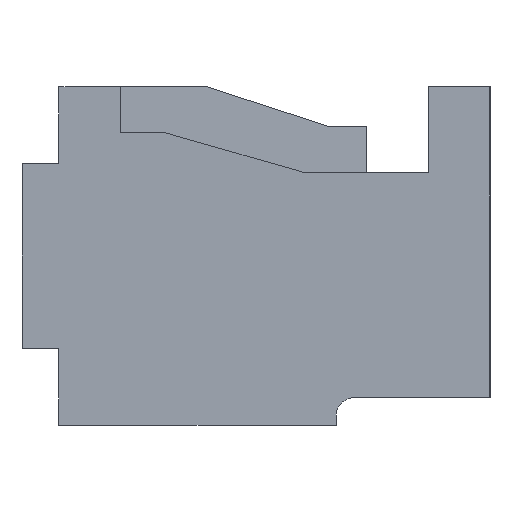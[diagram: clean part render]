
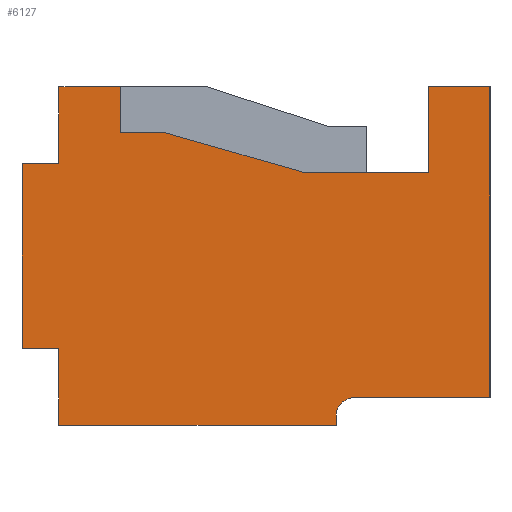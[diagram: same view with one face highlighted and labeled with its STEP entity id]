
A CAD part, left-side view. The second image highlights one B-rep face of the part: STEP entity #6127.
In plain terms, the highlighted planar face has unit normal (-1, 0, 0).
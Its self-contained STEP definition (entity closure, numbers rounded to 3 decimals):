
#13=DIRECTION('',(0.,-1.,0.));
#14=VECTOR('',#13,2.25);
#15=CARTESIAN_POINT('',(-7.2,1.6,-1.375));
#16=LINE('',#15,#14);
#17=DIRECTION('',(0.,0.,1.));
#18=VECTOR('',#17,0.075);
#19=CARTESIAN_POINT('',(-7.2,-0.65,-1.375));
#20=LINE('',#19,#18);
#21=DIRECTION('',(0.,0.,1.));
#22=VECTOR('',#21,0.625);
#23=CARTESIAN_POINT('',(-7.2,1.6,-1.375));
#24=LINE('',#23,#22);
#25=DIRECTION('',(0.,-1.,0.));
#26=VECTOR('',#25,0.3);
#27=CARTESIAN_POINT('',(-7.2,1.9,-0.75));
#28=LINE('',#27,#26);
#29=DIRECTION('',(0.,0.,1.));
#30=VECTOR('',#29,1.5);
#31=CARTESIAN_POINT('',(-7.2,1.9,-0.75));
#32=LINE('',#31,#30);
#33=DIRECTION('',(0.,-1.,0.));
#34=VECTOR('',#33,0.3);
#35=CARTESIAN_POINT('',(-7.2,1.9,0.75));
#36=LINE('',#35,#34);
#37=DIRECTION('',(0.,0.,-1.));
#38=VECTOR('',#37,0.625);
#39=CARTESIAN_POINT('',(-7.2,1.6,1.375));
#40=LINE('',#39,#38);
#41=DIRECTION('',(0.,0.,-1.));
#42=VECTOR('',#41,0.375);
#43=CARTESIAN_POINT('',(-7.2,1.1,1.375));
#44=LINE('',#43,#42);
#45=DIRECTION('',(0.,1.,0.));
#46=VECTOR('',#45,0.367);
#47=CARTESIAN_POINT('',(-7.2,0.733,1.));
#48=LINE('',#47,#46);
#49=DIRECTION('',(0.,0.961,0.276));
#50=VECTOR('',#49,1.179);
#51=CARTESIAN_POINT('',(-7.2,-0.4,0.675));
#52=LINE('',#51,#50);
#53=DIRECTION('',(0.,1.,0.));
#54=VECTOR('',#53,1.);
#55=CARTESIAN_POINT('',(-7.2,-1.4,0.675));
#56=LINE('',#55,#54);
#57=DIRECTION('',(0.,0.,-1.));
#58=VECTOR('',#57,0.7);
#59=CARTESIAN_POINT('',(-7.2,-1.4,1.375));
#60=LINE('',#59,#58);
#61=DIRECTION('',(0.,1.,0.));
#62=VECTOR('',#61,1.1);
#63=CARTESIAN_POINT('',(-7.2,-1.9,-1.15));
#64=LINE('',#63,#62);
#65=CARTESIAN_POINT('',(-7.2,-0.8,-1.3));
#66=DIRECTION('',(1.,0.,0.));
#67=DIRECTION('',(0.,1.,0.));
#68=AXIS2_PLACEMENT_3D('',#65,#66,#67);
#1141=DIRECTION('',(0.,0.,1.));
#1142=VECTOR('',#1141,2.525);
#1143=CARTESIAN_POINT('',(-7.2,-1.9,-1.15));
#1144=LINE('',#1143,#1142);
#1225=DIRECTION('',(0.,-1.,0.));
#1226=VECTOR('',#1225,0.5);
#1227=CARTESIAN_POINT('',(-7.2,1.6,1.375));
#1228=LINE('',#1227,#1226);
#1453=DIRECTION('',(0.,-1.,0.));
#1454=VECTOR('',#1453,0.5);
#1455=CARTESIAN_POINT('',(-7.2,-1.4,1.375));
#1456=LINE('',#1455,#1454);
#4561=CARTESIAN_POINT('',(-7.2,-1.9,1.375));
#4563=VERTEX_POINT('',#4561);
#4565=CARTESIAN_POINT('',(-7.2,1.6,-1.375));
#4567=VERTEX_POINT('',#4565);
#4569=CARTESIAN_POINT('',(-7.2,1.6,1.375));
#4571=VERTEX_POINT('',#4569);
#4573=CARTESIAN_POINT('',(-7.2,1.6,0.75));
#4574=VERTEX_POINT('',#4573);
#4575=CARTESIAN_POINT('',(-7.2,1.9,0.75));
#4576=VERTEX_POINT('',#4575);
#4577=CARTESIAN_POINT('',(-7.2,1.9,-0.75));
#4578=CARTESIAN_POINT('',(-7.2,1.6,-0.75));
#4579=VERTEX_POINT('',#4577);
#4580=VERTEX_POINT('',#4578);
#4659=CARTESIAN_POINT('',(-7.2,-1.4,1.375));
#4660=CARTESIAN_POINT('',(-7.2,-1.4,0.675));
#4661=VERTEX_POINT('',#4659);
#4662=VERTEX_POINT('',#4660);
#4663=CARTESIAN_POINT('',(-7.2,-0.4,0.675));
#4664=VERTEX_POINT('',#4663);
#4665=CARTESIAN_POINT('',(-7.2,0.733,1.));
#4666=VERTEX_POINT('',#4665);
#4667=CARTESIAN_POINT('',(-7.2,1.1,1.));
#4668=VERTEX_POINT('',#4667);
#4669=CARTESIAN_POINT('',(-7.2,1.1,1.375));
#4670=VERTEX_POINT('',#4669);
#5789=CARTESIAN_POINT('',(-7.2,-0.65,-1.375));
#5791=VERTEX_POINT('',#5789);
#5793=CARTESIAN_POINT('',(-7.2,-0.65,-1.3));
#5794=VERTEX_POINT('',#5793);
#5795=CARTESIAN_POINT('',(-7.2,-0.8,-1.15));
#5796=VERTEX_POINT('',#5795);
#5797=CARTESIAN_POINT('',(-7.2,-1.9,-1.15));
#5798=VERTEX_POINT('',#5797);
#6088=CARTESIAN_POINT('',(-7.2,1.9,-1.375));
#6089=DIRECTION('',(-1.,0.,0.));
#6090=DIRECTION('',(0.,-1.,0.));
#6091=AXIS2_PLACEMENT_3D('',#6088,#6089,#6090);
#6092=PLANE('',#6091);
#6093=ORIENTED_EDGE('',*,*,#6079,.F.);
#6094=ORIENTED_EDGE('',*,*,#6068,.F.);
#6096=ORIENTED_EDGE('',*,*,#6095,.T.);
#6098=ORIENTED_EDGE('',*,*,#6097,.F.);
#6100=ORIENTED_EDGE('',*,*,#6099,.T.);
#6102=ORIENTED_EDGE('',*,*,#6101,.T.);
#6104=ORIENTED_EDGE('',*,*,#6103,.F.);
#6106=ORIENTED_EDGE('',*,*,#6105,.T.);
#6108=ORIENTED_EDGE('',*,*,#6107,.T.);
#6110=ORIENTED_EDGE('',*,*,#6109,.F.);
#6112=ORIENTED_EDGE('',*,*,#6111,.F.);
#6114=ORIENTED_EDGE('',*,*,#6113,.F.);
#6116=ORIENTED_EDGE('',*,*,#6115,.F.);
#6118=ORIENTED_EDGE('',*,*,#6117,.T.);
#6120=ORIENTED_EDGE('',*,*,#6119,.F.);
#6122=ORIENTED_EDGE('',*,*,#6121,.T.);
#6124=ORIENTED_EDGE('',*,*,#6123,.F.);
#6125=EDGE_LOOP('',(#6093,#6094,#6096,#6098,#6100,#6102,#6104,#6106,#6108,#6110,
#6112,#6114,#6116,#6118,#6120,#6122,#6124));
#6126=FACE_OUTER_BOUND('',#6125,.F.);
#6127=ADVANCED_FACE('',(#6126),#6092,.T.);
#69=CIRCLE('',#68,0.15);
#6068=EDGE_CURVE('',#4567,#5791,#16,.T.);
#6079=EDGE_CURVE('',#5791,#5794,#20,.T.);
#6095=EDGE_CURVE('',#4567,#4580,#24,.T.);
#6097=EDGE_CURVE('',#4579,#4580,#28,.T.);
#6099=EDGE_CURVE('',#4579,#4576,#32,.T.);
#6101=EDGE_CURVE('',#4576,#4574,#36,.T.);
#6103=EDGE_CURVE('',#4571,#4574,#40,.T.);
#6105=EDGE_CURVE('',#4571,#4670,#1228,.T.);
#6107=EDGE_CURVE('',#4670,#4668,#44,.T.);
#6109=EDGE_CURVE('',#4666,#4668,#48,.T.);
#6111=EDGE_CURVE('',#4664,#4666,#52,.T.);
#6113=EDGE_CURVE('',#4662,#4664,#56,.T.);
#6115=EDGE_CURVE('',#4661,#4662,#60,.T.);
#6117=EDGE_CURVE('',#4661,#4563,#1456,.T.);
#6119=EDGE_CURVE('',#5798,#4563,#1144,.T.);
#6121=EDGE_CURVE('',#5798,#5796,#64,.T.);
#6123=EDGE_CURVE('',#5794,#5796,#69,.T.);
